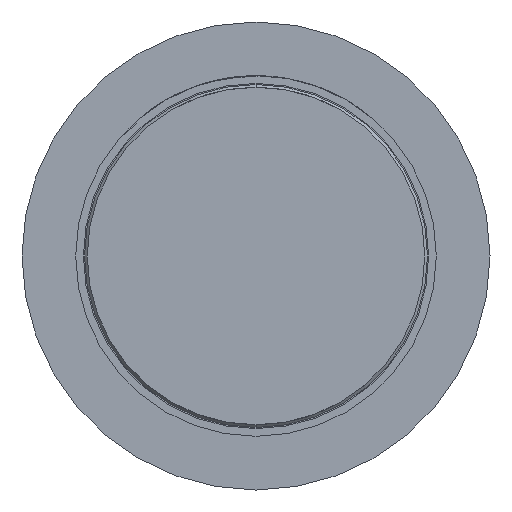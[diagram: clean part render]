
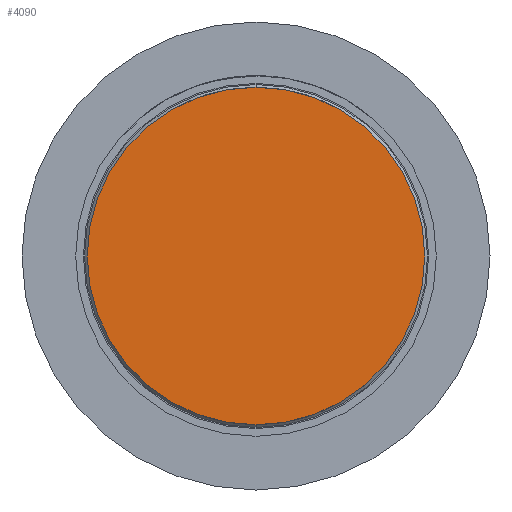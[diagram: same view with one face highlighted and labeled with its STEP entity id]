
A CAD part, front view. The second image highlights one B-rep face of the part: STEP entity #4090.
In plain terms, the highlighted planar face has unit normal (0, -1, 0).
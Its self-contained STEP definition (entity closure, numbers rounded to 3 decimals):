
#17 = VERTEX_POINT ( 'NONE', #1699 ) ;
#39 = CIRCLE ( 'NONE', #1500, 2.2 ) ;
#872 = CARTESIAN_POINT ( 'NONE',  ( 0., 0., 0. ) ) ;
#1230 = PLANE ( 'NONE',  #2927 ) ;
#1407 = VERTEX_POINT ( 'NONE', #4507 ) ;
#1499 = ORIENTED_EDGE ( 'NONE', *, *, #4029, .T. ) ;
#1500 = AXIS2_PLACEMENT_3D ( 'NONE', #872, #3840, #5897 ) ;
#1699 = CARTESIAN_POINT ( 'NONE',  ( 2.2, 0., 0. ) ) ;
#1781 = FACE_OUTER_BOUND ( 'NONE', #4583, .T. ) ;
#2180 = CARTESIAN_POINT ( 'NONE',  ( 0., 0., -1.9 ) ) ;
#2206 = DIRECTION ( 'NONE',  ( -1., 0., 0. ) ) ;
#2228 = ORIENTED_EDGE ( 'NONE', *, *, #6272, .T. ) ;
#2707 = DIRECTION ( 'NONE',  ( 1., 0., 0. ) ) ;
#2927 = AXIS2_PLACEMENT_3D ( 'NONE', #2180, #6298, #2707 ) ;
#3269 = CARTESIAN_POINT ( 'NONE',  ( 0., 0., 0. ) ) ;
#3840 = DIRECTION ( 'NONE',  ( 0., -1., 0. ) ) ;
#4029 = EDGE_CURVE ( 'Defeature ausgef�hrt2_7+Defeature ausgef�hrt2_14+Defeature ausgef�hrt2_14+Defeature ausgef�hrt2_14', #17, #1407, #5599, .T. ) ;
#4090 = ADVANCED_FACE ( 'Defeature ausgef�hrt2_7', ( #1781 ), #1230, .F. ) ;
#4507 = CARTESIAN_POINT ( 'NONE',  ( -2.2, 0., 0. ) ) ;
#4583 = EDGE_LOOP ( 'NONE', ( #2228, #1499 ) ) ;
#4682 = AXIS2_PLACEMENT_3D ( 'NONE', #3269, #5773, #2206 ) ;
#5599 = CIRCLE ( 'NONE', #4682, 2.2 ) ;
#5773 = DIRECTION ( 'NONE',  ( 0., -1., 0. ) ) ;
#5897 = DIRECTION ( 'NONE',  ( -1., 0., 0. ) ) ;
#6272 = EDGE_CURVE ( 'Defeature ausgef�hrt2_7+Defeature ausgef�hrt2_14+Defeature ausgef�hrt2_14+Defeature ausgef�hrt2_14', #1407, #17, #39, .T. ) ;
#6298 = DIRECTION ( 'NONE',  ( 0., 1., 0. ) ) ;
